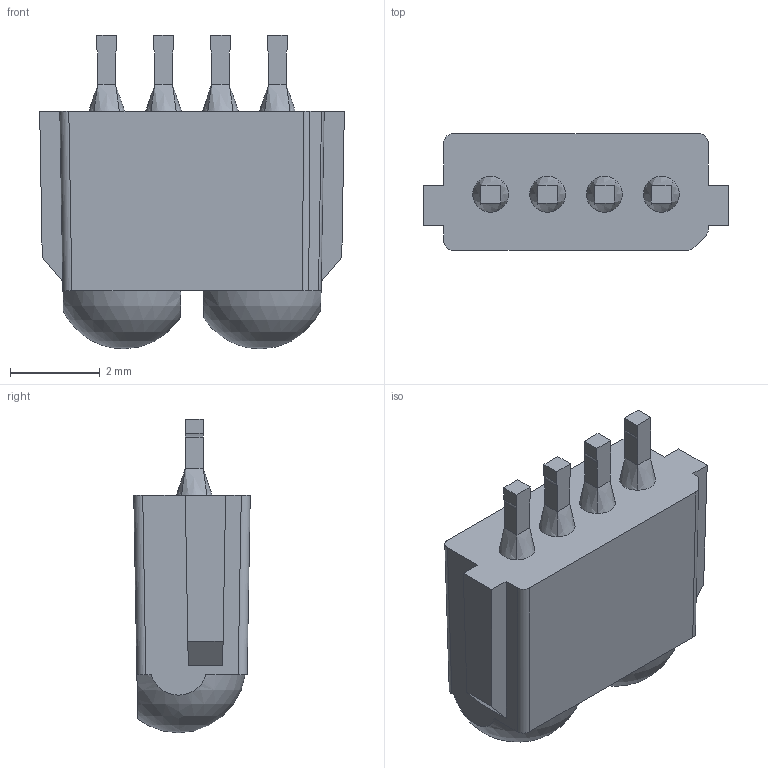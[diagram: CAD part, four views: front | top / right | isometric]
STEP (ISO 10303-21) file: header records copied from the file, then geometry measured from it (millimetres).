
FILE_DESCRIPTION(/* description */ (''),/* implementation_level */ '2;1');
FILE_NAME(/* name */ 'TV-Cast_SMD.stp',/* time_stamp */ '2017-04-13T13:50:19+02:00',/* author */ ('mmangarudov'),/* organization */ (''),/* preprocessor_version */ 'ST-DEVELOPER v16.1',/* originating_system */ 'Autodesk Inventor 2016',/* authorisation */ '');
FILE_SCHEMA (('AUTOMOTIVE_DESIGN { 1 0 10303 214 3 1 1 }'));
Length unit declared in the file: millimetre
Products named in the file (1): Bauteil1
Bounding box: 6.8 x 2.6 x 7 mm (x, y, z)
Volume: 72.9 mm3; surface area: 124.6 mm2
Topology: 1 solids, 1 shells, 78 faces, 210 edges, 136 vertices
Faces by surface type: plane 47, bspline 16, cylinder 13, sphere 2
Entity records: 2777 total; most frequent: CARTESIAN_POINT 785, ORIENTED_EDGE 400, DIRECTION 354, EDGE_CURVE 200, LINE 144, VECTOR 144, VERTEX_POINT 128, AXIS2_PLACEMENT_3D 105
